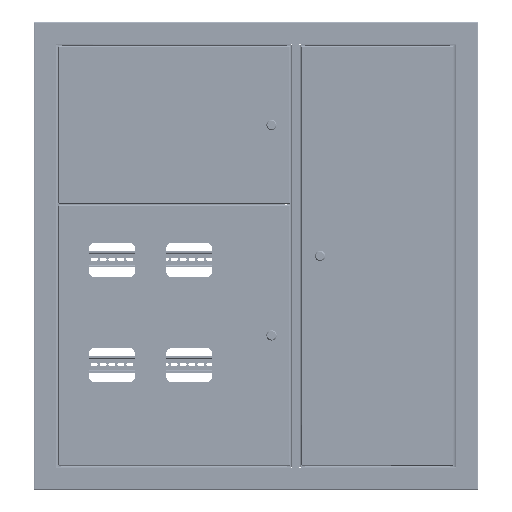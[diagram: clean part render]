
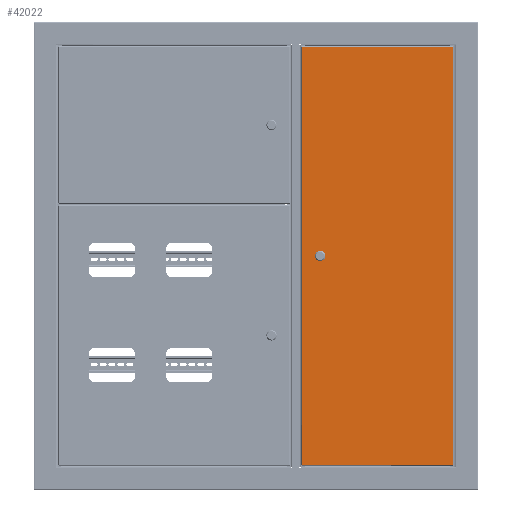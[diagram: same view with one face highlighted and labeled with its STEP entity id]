
A CAD part, top view. The second image highlights one B-rep face of the part: STEP entity #42022.
In plain terms, the highlighted planar face has unit normal (0, 0, 1).
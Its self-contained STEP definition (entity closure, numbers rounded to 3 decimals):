
#3161 = DIRECTION ( 'NONE',  ( 0., 0., -1. ) ) ;
#3308 = VERTEX_POINT ( 'NONE', #68808 ) ;
#5803 = VECTOR ( 'NONE', #22167, 1000. ) ;
#7093 = VERTEX_POINT ( 'NONE', #33598 ) ;
#7331 = VERTEX_POINT ( 'NONE', #30088 ) ;
#7701 = VECTOR ( 'NONE', #49141, 1000. ) ;
#9390 = VECTOR ( 'NONE', #54068, 1000. ) ;
#10063 = ORIENTED_EDGE ( 'NONE', *, *, #49349, .T. ) ;
#10849 = DIRECTION ( 'NONE',  ( -1., 0., 0. ) ) ;
#13651 = AXIS2_PLACEMENT_3D ( 'NONE', #86239, #3161, #73354 ) ;
#15805 = EDGE_CURVE ( 'NONE', #45199, #7331, #63915, .T. ) ;
#16933 = FACE_OUTER_BOUND ( 'NONE', #22002, .T. ) ;
#18520 = DIRECTION ( 'NONE',  ( 0., 0., 1. ) ) ;
#19197 = CARTESIAN_POINT ( 'NONE',  ( 894.7, 1.7, 0. ) ) ;
#21251 = AXIS2_PLACEMENT_3D ( 'NONE', #31672, #87704, #36738 ) ;
#21448 = LINE ( 'NONE', #62721, #68587 ) ;
#21755 = EDGE_CURVE ( 'NONE', #7331, #88402, #26081, .T. ) ;
#21954 = CARTESIAN_POINT ( 'NONE',  ( 451.849, 31.5, 0. ) ) ;
#21986 = VERTEX_POINT ( 'NONE', #21954 ) ;
#22002 = EDGE_LOOP ( 'NONE', ( #50008, #67275, #10063, #85320 ) ) ;
#22167 = DIRECTION ( 'NONE',  ( 0., -1., 0. ) ) ;
#23004 = EDGE_CURVE ( 'NONE', #88402, #81559, #40791, .T. ) ;
#24930 = ORIENTED_EDGE ( 'NONE', *, *, #57444, .F. ) ;
#25607 = CARTESIAN_POINT ( 'NONE',  ( 448.2, 40., 0. ) ) ;
#25657 = VECTOR ( 'NONE', #88111, 1000. ) ;
#26081 = LINE ( 'NONE', #33416, #9390 ) ;
#26386 = AXIS2_PLACEMENT_3D ( 'NONE', #25607, #40300, #81182 ) ;
#28744 = AXIS2_PLACEMENT_3D ( 'NONE', #31828, #18520, #82300 ) ;
#28947 = LINE ( 'NONE', #57850, #7701 ) ;
#29267 = EDGE_CURVE ( 'NONE', #89033, #3308, #83549, .T. ) ;
#30088 = CARTESIAN_POINT ( 'NONE',  ( 1.7, 1.7, 0. ) ) ;
#31096 = PLANE ( 'NONE',  #13651 ) ;
#31641 = CARTESIAN_POINT ( 'NONE',  ( 894.7, 0., 0. ) ) ;
#31672 = CARTESIAN_POINT ( 'NONE',  ( 448.2, 40., 0. ) ) ;
#31828 = CARTESIAN_POINT ( 'NONE',  ( 448.2, 40., 0. ) ) ;
#33416 = CARTESIAN_POINT ( 'NONE',  ( 1.7, 1.7, 0. ) ) ;
#33598 = CARTESIAN_POINT ( 'NONE',  ( 451.849, 48.5, 0. ) ) ;
#36738 = DIRECTION ( 'NONE',  ( 1., 0., 0. ) ) ;
#38749 = ORIENTED_EDGE ( 'NONE', *, *, #68001, .F. ) ;
#40300 = DIRECTION ( 'NONE',  ( 0., 0., 1. ) ) ;
#40650 = VERTEX_POINT ( 'NONE', #56822 ) ;
#40791 = LINE ( 'NONE', #31641, #25657 ) ;
#41451 = EDGE_CURVE ( 'NONE', #3308, #21986, #28947, .T. ) ;
#42022 = ADVANCED_FACE ( 'NONE', ( #52649, #16933 ), #31096, .F. ) ;
#42885 = EDGE_LOOP ( 'NONE', ( #38749, #24930, #44706, #88971, #61057 ) ) ;
#44233 = CARTESIAN_POINT ( 'NONE',  ( 444.551, 48.5, 0. ) ) ;
#44510 = CARTESIAN_POINT ( 'NONE',  ( 894.7, 324., 0. ) ) ;
#44706 = ORIENTED_EDGE ( 'NONE', *, *, #72917, .F. ) ;
#45199 = VERTEX_POINT ( 'NONE', #46376 ) ;
#46376 = CARTESIAN_POINT ( 'NONE',  ( 1.7, 324., 0. ) ) ;
#49141 = DIRECTION ( 'NONE',  ( 1., 0., 0. ) ) ;
#49293 = CIRCLE ( 'NONE', #28744, 9.25 ) ;
#49349 = EDGE_CURVE ( 'NONE', #81559, #45199, #21448, .T. ) ;
#50008 = ORIENTED_EDGE ( 'NONE', *, *, #21755, .T. ) ;
#50780 = DIRECTION ( 'NONE',  ( -1., 0., 0. ) ) ;
#52649 = FACE_BOUND ( 'NONE', #42885, .T. ) ;
#54068 = DIRECTION ( 'NONE',  ( 1., 0., 0. ) ) ;
#56822 = CARTESIAN_POINT ( 'NONE',  ( 457.45, 40., 0. ) ) ;
#57444 = EDGE_CURVE ( 'NONE', #40650, #7093, #82766, .T. ) ;
#57850 = CARTESIAN_POINT ( 'NONE',  ( 451.849, 31.5, 0. ) ) ;
#58371 = CARTESIAN_POINT ( 'NONE',  ( 1.7, 324.293, 0. ) ) ;
#61057 = ORIENTED_EDGE ( 'NONE', *, *, #29267, .F. ) ;
#62721 = CARTESIAN_POINT ( 'NONE',  ( 894.993, 324., 0. ) ) ;
#63915 = LINE ( 'NONE', #58371, #5803 ) ;
#67275 = ORIENTED_EDGE ( 'NONE', *, *, #23004, .T. ) ;
#68001 = EDGE_CURVE ( 'NONE', #7093, #89033, #88384, .T. ) ;
#68587 = VECTOR ( 'NONE', #50780, 1000. ) ;
#68808 = CARTESIAN_POINT ( 'NONE',  ( 444.551, 31.5, 0. ) ) ;
#72917 = EDGE_CURVE ( 'NONE', #21986, #40650, #49293, .T. ) ;
#73354 = DIRECTION ( 'NONE',  ( -1., 0., 0. ) ) ;
#74605 = CARTESIAN_POINT ( 'NONE',  ( 451.849, 48.5, 0. ) ) ;
#81182 = DIRECTION ( 'NONE',  ( 1., 0., 0. ) ) ;
#81559 = VERTEX_POINT ( 'NONE', #44510 ) ;
#82300 = DIRECTION ( 'NONE',  ( 1., 0., 0. ) ) ;
#82766 = CIRCLE ( 'NONE', #21251, 9.25 ) ;
#83549 = CIRCLE ( 'NONE', #26386, 9.25 ) ;
#85320 = ORIENTED_EDGE ( 'NONE', *, *, #15805, .T. ) ;
#86239 = CARTESIAN_POINT ( 'NONE',  ( 0., 325.7, 0. ) ) ;
#87704 = DIRECTION ( 'NONE',  ( 0., 0., 1. ) ) ;
#88111 = DIRECTION ( 'NONE',  ( 0., 1., 0. ) ) ;
#88384 = LINE ( 'NONE', #74605, #89978 ) ;
#88402 = VERTEX_POINT ( 'NONE', #19197 ) ;
#88971 = ORIENTED_EDGE ( 'NONE', *, *, #41451, .F. ) ;
#89033 = VERTEX_POINT ( 'NONE', #44233 ) ;
#89978 = VECTOR ( 'NONE', #10849, 1000. ) ;
